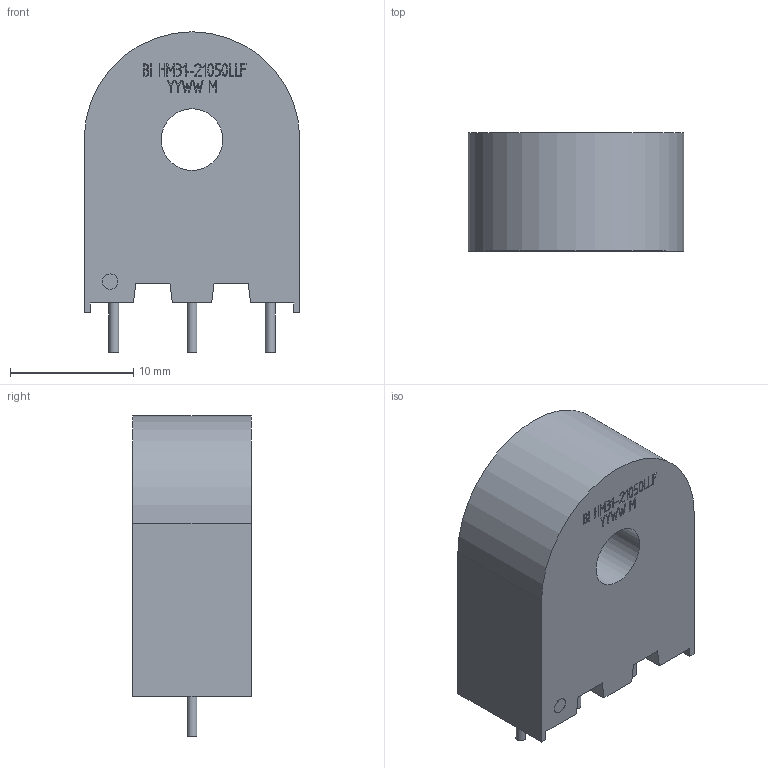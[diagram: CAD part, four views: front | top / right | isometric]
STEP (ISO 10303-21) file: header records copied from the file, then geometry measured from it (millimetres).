
FILE_DESCRIPTION(/* description */ ('Unknown'),/* implementation_level */ '2;1');
FILE_NAME(/* name */ 'HM31-21 Figure 2A',/* time_stamp */ '2021-11-23T16:08:56+08:00',/* author */ ('Unknown'),/* organization */ ('Unknown'),/* preprocessor_version */ 'ST-DEVELOPER v16.7',/* originating_system */ 'Solid Edge',/* authorisation */ 'Unknown');
FILE_SCHEMA (('AUTOMOTIVE_DESIGN {1 0 10303 214 3 1 1}'));
Length unit declared in the file: millimetre
Products named in the file (1): HM31-21 Figure 2A
Bounding box: 17.5 x 9.6 x 26 mm (x, y, z)
Volume: 3114.8 mm3; surface area: 1607.7 mm2
Topology: 1 solids, 1 shells, 217 faces, 564 edges, 377 vertices
Faces by surface type: plane 189, bspline 22, cylinder 6
Full cylindrical faces by diameter (mm): 0.8 x3, 1.255 x1, 5 x1
Entity records: 8580 total; most frequent: CARTESIAN_POINT 2176, ORIENTED_EDGE 1104, DIRECTION 768, EDGE_CURVE 552, VERTEX_POINT 374, LINE 352, VECTOR 352, EDGE_LOOP 256
